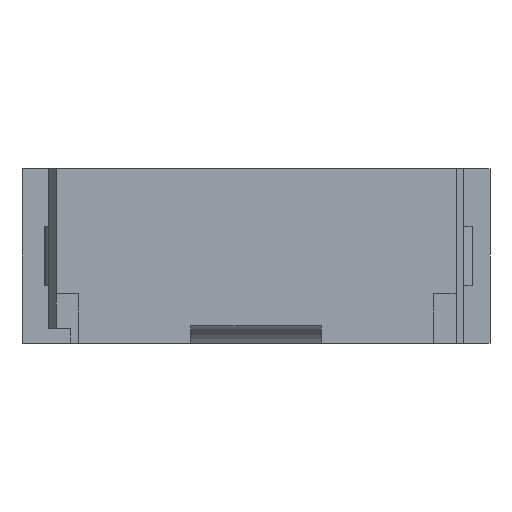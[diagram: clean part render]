
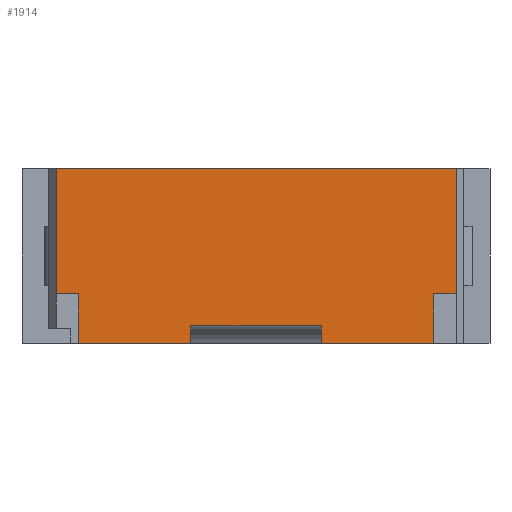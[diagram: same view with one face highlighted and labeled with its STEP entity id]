
A CAD part, front view. The second image highlights one B-rep face of the part: STEP entity #1914.
In plain terms, the highlighted planar face has unit normal (0, -1, 0).
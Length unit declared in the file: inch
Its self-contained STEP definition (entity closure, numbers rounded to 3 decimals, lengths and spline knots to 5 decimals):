
#70 = DIRECTION ( 'NONE',  ( 1., 0., 0. ) ) ;
#116 = EDGE_CURVE ( 'NONE', #1502, #780, #1593, .T. ) ;
#117 = CARTESIAN_POINT ( 'NONE',  ( 0.5315, -0.35039, -0.10039 ) ) ;
#120 = ORIENTED_EDGE ( 'NONE', *, *, #1638, .F. ) ;
#139 = CARTESIAN_POINT ( 'NONE',  ( -0.17323, -0.35039, -0.20906 ) ) ;
#192 = DIRECTION ( 'NONE',  ( 0., 1., 0. ) ) ;
#206 = ORIENTED_EDGE ( 'NONE', *, *, #1339, .F. ) ;
#229 = DIRECTION ( 'NONE',  ( -1., 0., 0. ) ) ;
#275 = VECTOR ( 'NONE', #1642, 39.37008 ) ;
#278 = CARTESIAN_POINT ( 'NONE',  ( 0., -0.35039, -0.23228 ) ) ;
#293 = LINE ( 'NONE', #1429, #318 ) ;
#308 = VECTOR ( 'NONE', #473, 39.37008 ) ;
#318 = VECTOR ( 'NONE', #1108, 39.37008 ) ;
#376 = VERTEX_POINT ( 'NONE', #1216 ) ;
#414 = CARTESIAN_POINT ( 'NONE',  ( 0., -0.35039, -0.18583 ) ) ;
#436 = EDGE_CURVE ( 'NONE', #654, #1486, #881, .T. ) ;
#473 = DIRECTION ( 'NONE',  ( -1., 0., 0. ) ) ;
#511 = CARTESIAN_POINT ( 'NONE',  ( -0.5315, -0.35039, -0.23228 ) ) ;
#636 = CARTESIAN_POINT ( 'NONE',  ( -0.47244, -0.35039, -0.10039 ) ) ;
#654 = VERTEX_POINT ( 'NONE', #701 ) ;
#660 = VECTOR ( 'NONE', #1606, 39.37008 ) ;
#697 = LINE ( 'NONE', #1375, #1034 ) ;
#701 = CARTESIAN_POINT ( 'NONE',  ( 0.47244, -0.35039, -0.23228 ) ) ;
#737 = CARTESIAN_POINT ( 'NONE',  ( 0.50197, -0.35039, -0.10039 ) ) ;
#769 = EDGE_CURVE ( 'NONE', #1319, #1493, #1841, .T. ) ;
#780 = VERTEX_POINT ( 'NONE', #1237 ) ;
#782 = EDGE_CURVE ( 'NONE', #1929, #1325, #1516, .T. ) ;
#787 = CARTESIAN_POINT ( 'NONE',  ( 0.17323, -0.35039, -0.18583 ) ) ;
#809 = CARTESIAN_POINT ( 'NONE',  ( 0.17323, -0.35039, -0.23228 ) ) ;
#861 = EDGE_CURVE ( 'NONE', #1493, #1918, #1080, .T. ) ;
#881 = LINE ( 'NONE', #278, #1163 ) ;
#893 = DIRECTION ( 'NONE',  ( 0., 0., -1. ) ) ;
#895 = DIRECTION ( 'NONE',  ( -1., 0., 0. ) ) ;
#905 = CARTESIAN_POINT ( 'NONE',  ( -0.5315, -0.35039, 0.23228 ) ) ;
#932 = ORIENTED_EDGE ( 'NONE', *, *, #1245, .T. ) ;
#935 = ORIENTED_EDGE ( 'NONE', *, *, #1010, .F. ) ;
#970 = CARTESIAN_POINT ( 'NONE',  ( -0.17323, -0.35039, -0.18583 ) ) ;
#1010 = EDGE_CURVE ( 'NONE', #1929, #654, #1949, .T. ) ;
#1013 = CARTESIAN_POINT ( 'NONE',  ( 0., -0.35039, -0.23228 ) ) ;
#1027 = CARTESIAN_POINT ( 'NONE',  ( 0.47244, -0.35039, 0. ) ) ;
#1034 = VECTOR ( 'NONE', #893, 39.37008 ) ;
#1039 = CARTESIAN_POINT ( 'NONE',  ( -0.17323, -0.35039, -0.23228 ) ) ;
#1064 = VECTOR ( 'NONE', #70, 39.37008 ) ;
#1069 = VECTOR ( 'NONE', #1962, 39.37008 ) ;
#1079 = VERTEX_POINT ( 'NONE', #1615 ) ;
#1080 = LINE ( 'NONE', #139, #660 ) ;
#1106 = CARTESIAN_POINT ( 'NONE',  ( 0., -0.35039, -0.10039 ) ) ;
#1108 = DIRECTION ( 'NONE',  ( 0., 0., 1. ) ) ;
#1134 = ORIENTED_EDGE ( 'NONE', *, *, #769, .F. ) ;
#1143 = ORIENTED_EDGE ( 'NONE', *, *, #2006, .T. ) ;
#1154 = LINE ( 'NONE', #1651, #1069 ) ;
#1163 = VECTOR ( 'NONE', #1601, 39.37008 ) ;
#1164 = VERTEX_POINT ( 'NONE', #905 ) ;
#1192 = CARTESIAN_POINT ( 'NONE',  ( -0.00016, -0.35039, 0.23228 ) ) ;
#1216 = CARTESIAN_POINT ( 'NONE',  ( 0.5315, -0.35039, 0.23228 ) ) ;
#1220 = EDGE_CURVE ( 'NONE', #376, #1164, #1855, .T. ) ;
#1237 = CARTESIAN_POINT ( 'NONE',  ( -0.5315, -0.35039, -0.10039 ) ) ;
#1245 = EDGE_CURVE ( 'NONE', #1164, #780, #1514, .T. ) ;
#1319 = VERTEX_POINT ( 'NONE', #787 ) ;
#1325 = VERTEX_POINT ( 'NONE', #117 ) ;
#1339 = EDGE_CURVE ( 'NONE', #1079, #1502, #293, .T. ) ;
#1340 = DIRECTION ( 'NONE',  ( 0., 0., -1. ) ) ;
#1348 = CARTESIAN_POINT ( 'NONE',  ( 0.47244, -0.35039, -0.10039 ) ) ;
#1375 = CARTESIAN_POINT ( 'NONE',  ( 0.17323, -0.35039, -0.20906 ) ) ;
#1429 = CARTESIAN_POINT ( 'NONE',  ( -0.47244, -0.35039, 0. ) ) ;
#1477 = LINE ( 'NONE', #1013, #275 ) ;
#1486 = VERTEX_POINT ( 'NONE', #809 ) ;
#1493 = VERTEX_POINT ( 'NONE', #970 ) ;
#1502 = VERTEX_POINT ( 'NONE', #636 ) ;
#1506 = ORIENTED_EDGE ( 'NONE', *, *, #1220, .T. ) ;
#1514 = LINE ( 'NONE', #1839, #1799 ) ;
#1516 = LINE ( 'NONE', #737, #1064 ) ;
#1532 = DIRECTION ( 'NONE',  ( 0., 0., 1. ) ) ;
#1578 = ORIENTED_EDGE ( 'NONE', *, *, #436, .F. ) ;
#1591 = EDGE_CURVE ( 'NONE', #376, #1325, #1154, .T. ) ;
#1593 = LINE ( 'NONE', #1106, #308 ) ;
#1601 = DIRECTION ( 'NONE',  ( -1., 0., 0. ) ) ;
#1605 = FACE_OUTER_BOUND ( 'NONE', #1715, .T. ) ;
#1606 = DIRECTION ( 'NONE',  ( 0., 0., -1. ) ) ;
#1615 = CARTESIAN_POINT ( 'NONE',  ( -0.47244, -0.35039, -0.23228 ) ) ;
#1638 = EDGE_CURVE ( 'NONE', #1918, #1079, #1477, .T. ) ;
#1642 = DIRECTION ( 'NONE',  ( -1., 0., 0. ) ) ;
#1651 = CARTESIAN_POINT ( 'NONE',  ( 0.5315, -0.35039, 0. ) ) ;
#1680 = DIRECTION ( 'NONE',  ( 0., 0., -1. ) ) ;
#1702 = ORIENTED_EDGE ( 'NONE', *, *, #1591, .F. ) ;
#1715 = EDGE_LOOP ( 'NONE', ( #1143, #1578, #935, #1784, #1702, #1506, #932, #1745, #206, #120, #1899, #1134 ) ) ;
#1745 = ORIENTED_EDGE ( 'NONE', *, *, #116, .F. ) ;
#1784 = ORIENTED_EDGE ( 'NONE', *, *, #782, .T. ) ;
#1799 = VECTOR ( 'NONE', #1680, 39.37008 ) ;
#1825 = AXIS2_PLACEMENT_3D ( 'NONE', #511, #192, #1532 ) ;
#1830 = VECTOR ( 'NONE', #1340, 39.37008 ) ;
#1839 = CARTESIAN_POINT ( 'NONE',  ( -0.5315, -0.35039, 0.01969 ) ) ;
#1841 = LINE ( 'NONE', #414, #1865 ) ;
#1855 = LINE ( 'NONE', #1192, #2005 ) ;
#1865 = VECTOR ( 'NONE', #229, 39.37008 ) ;
#1899 = ORIENTED_EDGE ( 'NONE', *, *, #861, .F. ) ;
#1914 = ADVANCED_FACE ( 'NONE', ( #1605 ), #1958, .F. ) ;
#1918 = VERTEX_POINT ( 'NONE', #1039 ) ;
#1929 = VERTEX_POINT ( 'NONE', #1348 ) ;
#1949 = LINE ( 'NONE', #1027, #1830 ) ;
#1958 = PLANE ( 'NONE',  #1825 ) ;
#1962 = DIRECTION ( 'NONE',  ( 0., 0., -1. ) ) ;
#2005 = VECTOR ( 'NONE', #895, 39.37008 ) ;
#2006 = EDGE_CURVE ( 'NONE', #1319, #1486, #697, .T. ) ;
